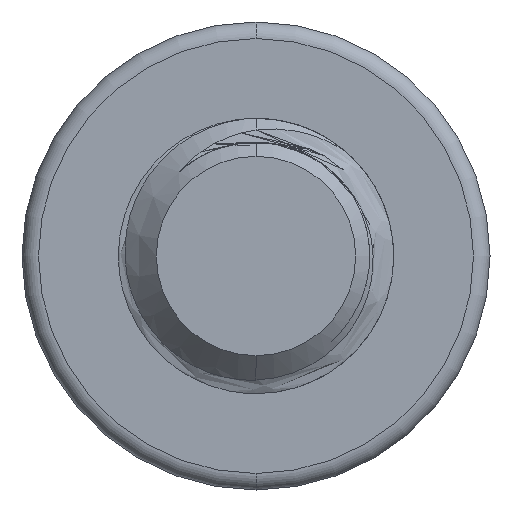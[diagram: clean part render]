
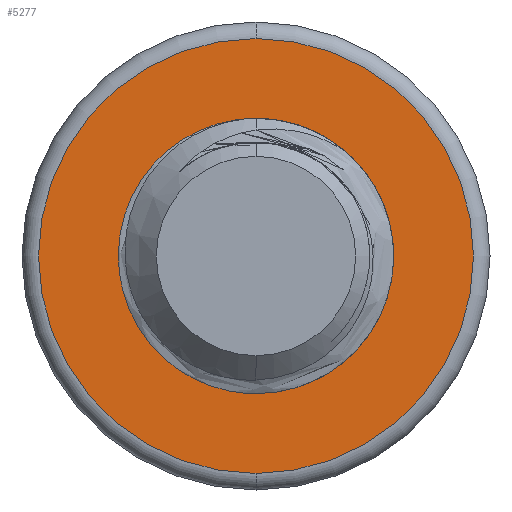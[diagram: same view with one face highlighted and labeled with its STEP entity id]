
A CAD part, front view. The second image highlights one B-rep face of the part: STEP entity #5277.
In plain terms, the highlighted planar face has unit normal (0, -1, 0).
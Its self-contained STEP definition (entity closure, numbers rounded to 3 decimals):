
#58 = VERTEX_POINT ( 'NONE', #1004 ) ;
#295 = DIRECTION ( 'NONE',  ( 0., -1., 0. ) ) ;
#415 = CARTESIAN_POINT ( 'NONE',  ( 0., 45., 0. ) ) ;
#425 = CARTESIAN_POINT ( 'NONE',  ( -2.042, 45., -1.031 ) ) ;
#509 = CARTESIAN_POINT ( 'NONE',  ( 1.592, 45., 1.472 ) ) ;
#570 = AXIS2_PLACEMENT_3D ( 'NONE', #415, #295, #2062 ) ;
#589 = EDGE_CURVE ( 'NONE', #1539, #58, #4349, .T. ) ;
#760 = AXIS2_PLACEMENT_3D ( 'NONE', #11020, #6472, #10030 ) ;
#885 = VERTEX_POINT ( 'NONE', #1605 ) ;
#913 = VERTEX_POINT ( 'NONE', #1434 ) ;
#990 = ORIENTED_EDGE ( 'NONE', *, *, #9511, .T. ) ;
#1004 = CARTESIAN_POINT ( 'NONE',  ( 1.784, 45., -1.752 ) ) ;
#1422 = CARTESIAN_POINT ( 'NONE',  ( 0., 45., -2.5 ) ) ;
#1434 = CARTESIAN_POINT ( 'NONE',  ( 0., 45., -3.95 ) ) ;
#1539 = VERTEX_POINT ( 'NONE', #10736 ) ;
#1564 = CARTESIAN_POINT ( 'NONE',  ( 2.311, 45., 0.187 ) ) ;
#1605 = CARTESIAN_POINT ( 'NONE',  ( 0., 45., -2.5 ) ) ;
#1618 = CARTESIAN_POINT ( 'NONE',  ( 0.957, 45., 1.864 ) ) ;
#2062 = DIRECTION ( 'NONE',  ( 0., 0., 1. ) ) ;
#2137 = CARTESIAN_POINT ( 'NONE',  ( -2.152, 45., 0.091 ) ) ;
#2196 = ORIENTED_EDGE ( 'NONE', *, *, #8877, .T. ) ;
#2282 = CARTESIAN_POINT ( 'NONE',  ( 1.784, 45., -1.752 ) ) ;
#2796 = DIRECTION ( 'NONE',  ( 0., -1., 0. ) ) ;
#3027 = CARTESIAN_POINT ( 'NONE',  ( -1.754, 45., -1.519 ) ) ;
#3143 = CARTESIAN_POINT ( 'NONE',  ( -2.168, 45., -0.095 ) ) ;
#3230 = AXIS2_PLACEMENT_3D ( 'NONE', #5747, #2796, #5695 ) ;
#3258 = CARTESIAN_POINT ( 'NONE',  ( -1.905, 45., 0.802 ) ) ;
#3410 = CARTESIAN_POINT ( 'NONE',  ( 0.775, 45., 1.916 ) ) ;
#3903 = FACE_OUTER_BOUND ( 'NONE', #4749, .T. ) ;
#4238 = CARTESIAN_POINT ( 'NONE',  ( 1.964, 45., 1.05 ) ) ;
#4299 = ORIENTED_EDGE ( 'NONE', *, *, #589, .T. ) ;
#4349 = B_SPLINE_CURVE_WITH_KNOTS ( 'NONE', 3,
 ( #11351, #1618, #9610, #5123, #509, #6761, #4238, #7854, #8569, #1564, #6820, #10423, #10364, #10306, #11409, #2282 ),
 .UNSPECIFIED., .F., .F.,
 ( 4, 2, 2, 2, 2, 2, 2, 4 ),
 ( 0., 0.001, 0.001, 0.002, 0.002, 0.003, 0.003, 0.004 ),
 .UNSPECIFIED. ) ;
#4356 = CIRCLE ( 'NONE', #5852, 2.5 ) ;
#4412 = VERTEX_POINT ( 'NONE', #10242 ) ;
#4466 = CARTESIAN_POINT ( 'NONE',  ( 0.263, 45., 2.068 ) ) ;
#4749 = EDGE_LOOP ( 'NONE', ( #6292, #6068 ) ) ;
#5034 = CARTESIAN_POINT ( 'NONE',  ( -0.744, 45., -2.343 ) ) ;
#5123 = CARTESIAN_POINT ( 'NONE',  ( 1.445, 45., 1.591 ) ) ;
#5277 = ADVANCED_FACE ( 'NONE', ( #3903, #7525 ), #8227, .F. ) ;
#5365 = ORIENTED_EDGE ( 'NONE', *, *, #7075, .T. ) ;
#5695 = DIRECTION ( 'NONE',  ( 0., 0., 1. ) ) ;
#5747 = CARTESIAN_POINT ( 'NONE',  ( 0., 45., 0. ) ) ;
#5852 = AXIS2_PLACEMENT_3D ( 'NONE', #9581, #9690, #11554 ) ;
#5993 = EDGE_CURVE ( 'NONE', #913, #4412, #7528, .T. ) ;
#6068 = ORIENTED_EDGE ( 'NONE', *, *, #5993, .T. ) ;
#6161 = CARTESIAN_POINT ( 'NONE',  ( -1.041, 45., 1.806 ) ) ;
#6276 = CARTESIAN_POINT ( 'NONE',  ( -1.27, 45., 1.652 ) ) ;
#6292 = ORIENTED_EDGE ( 'NONE', *, *, #9335, .T. ) ;
#6472 = DIRECTION ( 'NONE',  ( 0., 1., 0. ) ) ;
#6553 = CARTESIAN_POINT ( 'NONE',  ( -0.377, 45., -2.465 ) ) ;
#6761 = CARTESIAN_POINT ( 'NONE',  ( 1.85, 45., 1.203 ) ) ;
#6792 = CARTESIAN_POINT ( 'NONE',  ( -2.15, 45., -0.659 ) ) ;
#6820 = CARTESIAN_POINT ( 'NONE',  ( 2.334, 45., -0.002 ) ) ;
#7019 = VERTEX_POINT ( 'NONE', #3258 ) ;
#7044 = CARTESIAN_POINT ( 'NONE',  ( -0.545, 45., 2.012 ) ) ;
#7075 = EDGE_CURVE ( 'NONE', #58, #885, #4356, .T. ) ;
#7163 = B_SPLINE_CURVE_WITH_KNOTS ( 'NONE', 3,
 ( #1422, #6553, #5034, #8488, #10338, #9473, #3027, #425, #6792, #3143, #2137, #8599, #10106, #7717 ),
 .UNSPECIFIED., .F., .F.,
 ( 4, 2, 2, 2, 2, 2, 4 ),
 ( 0., 0.001, 0.002, 0.002, 0.003, 0.004, 0.005 ),
 .UNSPECIFIED. ) ;
#7525 = FACE_BOUND ( 'NONE', #8208, .T. ) ;
#7528 = CIRCLE ( 'NONE', #3230, 3.95 ) ;
#7717 = CARTESIAN_POINT ( 'NONE',  ( -1.905, 45., 0.802 ) ) ;
#7854 = CARTESIAN_POINT ( 'NONE',  ( 2.147, 45., 0.722 ) ) ;
#8032 = CARTESIAN_POINT ( 'NONE',  ( 0.525, 45., 2.017 ) ) ;
#8208 = EDGE_LOOP ( 'NONE', ( #4299, #5365, #2196, #990 ) ) ;
#8227 = PLANE ( 'NONE',  #760 ) ;
#8433 = B_SPLINE_CURVE_WITH_KNOTS ( 'NONE', 3,
 ( #9618, #9836, #9722, #6276, #6161, #7044, #10545, #4466, #8032, #3410 ),
 .UNSPECIFIED., .F., .F.,
 ( 4, 2, 2, 2, 4 ),
 ( 0., 0.001, 0.002, 0.002, 0.003 ),
 .UNSPECIFIED. ) ;
#8488 = CARTESIAN_POINT ( 'NONE',  ( -1.224, 45., -2.051 ) ) ;
#8569 = CARTESIAN_POINT ( 'NONE',  ( 2.217, 45., 0.547 ) ) ;
#8599 = CARTESIAN_POINT ( 'NONE',  ( -2.065, 45., 0.461 ) ) ;
#8877 = EDGE_CURVE ( 'NONE', #885, #7019, #7163, .T. ) ;
#9335 = EDGE_CURVE ( 'NONE', #4412, #913, #9747, .T. ) ;
#9473 = CARTESIAN_POINT ( 'NONE',  ( -1.639, 45., -1.668 ) ) ;
#9511 = EDGE_CURVE ( 'NONE', #7019, #1539, #8433, .T. ) ;
#9581 = CARTESIAN_POINT ( 'NONE',  ( 0., 45., 0. ) ) ;
#9610 = CARTESIAN_POINT ( 'NONE',  ( 1.126, 45., 1.786 ) ) ;
#9618 = CARTESIAN_POINT ( 'NONE',  ( -1.905, 45., 0.802 ) ) ;
#9690 = DIRECTION ( 'NONE',  ( 0., 1., 0. ) ) ;
#9722 = CARTESIAN_POINT ( 'NONE',  ( -1.647, 45., 1.276 ) ) ;
#9747 = CIRCLE ( 'NONE', #570, 3.95 ) ;
#9836 = CARTESIAN_POINT ( 'NONE',  ( -1.801, 45., 1.05 ) ) ;
#10030 = DIRECTION ( 'NONE',  ( 0., 0., 1. ) ) ;
#10106 = CARTESIAN_POINT ( 'NONE',  ( -1.998, 45., 0.636 ) ) ;
#10242 = CARTESIAN_POINT ( 'NONE',  ( 0., 45., 3.95 ) ) ;
#10306 = CARTESIAN_POINT ( 'NONE',  ( 2.193, 45., -1.113 ) ) ;
#10338 = CARTESIAN_POINT ( 'NONE',  ( -1.375, 45., -1.934 ) ) ;
#10364 = CARTESIAN_POINT ( 'NONE',  ( 2.317, 45., -0.563 ) ) ;
#10423 = CARTESIAN_POINT ( 'NONE',  ( 2.337, 45., -0.375 ) ) ;
#10545 = CARTESIAN_POINT ( 'NONE',  ( -0.276, 45., 2.066 ) ) ;
#10736 = CARTESIAN_POINT ( 'NONE',  ( 0.775, 45., 1.916 ) ) ;
#11020 = CARTESIAN_POINT ( 'NONE',  ( 0., 45., 0. ) ) ;
#11351 = CARTESIAN_POINT ( 'NONE',  ( 0.775, 45., 1.916 ) ) ;
#11409 = CARTESIAN_POINT ( 'NONE',  ( 2.023, 45., -1.46 ) ) ;
#11554 = DIRECTION ( 'NONE',  ( 0., 0., 1. ) ) ;
